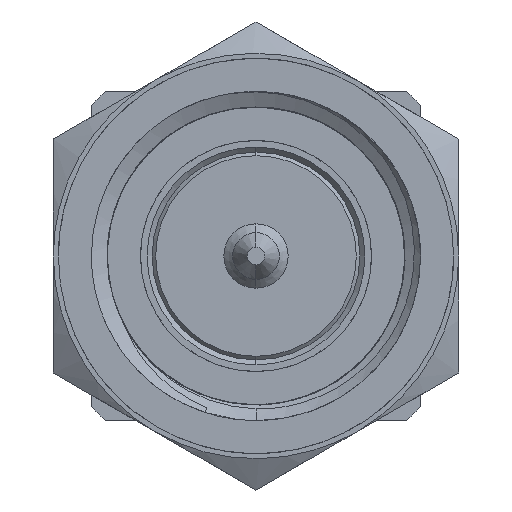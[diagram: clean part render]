
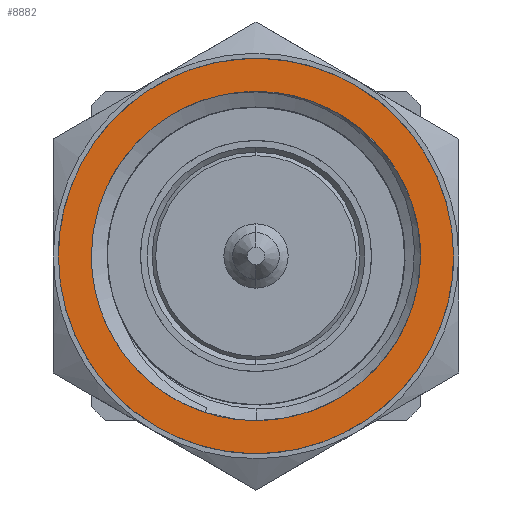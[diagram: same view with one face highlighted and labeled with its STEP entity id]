
A CAD part, left-side view. The second image highlights one B-rep face of the part: STEP entity #8882.
In plain terms, the highlighted planar face has unit normal (1, 0, 0).
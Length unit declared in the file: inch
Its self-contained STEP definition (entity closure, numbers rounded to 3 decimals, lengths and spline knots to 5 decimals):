
#7 = EDGE_LOOP ( 'NONE', ( #2736, #4080 ) ) ;
#38 = EDGE_CURVE ( 'NONE', #1514, #2292, #5970, .T. ) ;
#72 = CARTESIAN_POINT ( 'NONE',  ( -0.33071, 0.12278, -0.09436 ) ) ;
#212 = CARTESIAN_POINT ( 'NONE',  ( -0.33071, 0., -0.15354 ) ) ;
#267 = B_SPLINE_CURVE_WITH_KNOTS ( 'NONE', 3,
 ( #427, #3234, #8778, #6092, #5331, #4652, #7419, #1900, #8866, #7291, #1039, #667, #1995, #5462, #7700, #2129, #8911, #6231 ),
 .UNSPECIFIED., .F., .F.,
 ( 4, 2, 2, 2, 2, 2, 2, 2, 4 ),
 ( 0.25, 0.3125, 0.375, 0.4375, 0.5, 0.5625, 0.625, 0.6875, 0.75 ),
 .UNSPECIFIED. ) ;
#298 = EDGE_CURVE ( 'NONE', #8585, #7189, #2681, .T. ) ;
#427 = CARTESIAN_POINT ( 'NONE',  ( -0.33071, 0., -0.12795 ) ) ;
#438 = CARTESIAN_POINT ( 'NONE',  ( -0.33071, -0.10232, -0.07863 ) ) ;
#486 = CARTESIAN_POINT ( 'NONE',  ( -0.33071, -0.07863, -0.10232 ) ) ;
#563 = CARTESIAN_POINT ( 'NONE',  ( -0.33071, 0.07733, -0.13416 ) ) ;
#637 = CARTESIAN_POINT ( 'NONE',  ( -0.33071, -0.15354, -0.0201 ) ) ;
#667 = CARTESIAN_POINT ( 'NONE',  ( -0.33071, 0.1118, 0.06444 ) ) ;
#739 = CARTESIAN_POINT ( 'NONE',  ( -0.33071, -0.15354, 0.0201 ) ) ;
#1039 = CARTESIAN_POINT ( 'NONE',  ( -0.33071, 0.12462, 0.03349 ) ) ;
#1240 = CARTESIAN_POINT ( 'NONE',  ( -0.33071, -0.1118, -0.06444 ) ) ;
#1259 = CARTESIAN_POINT ( 'NONE',  ( -0.33071, 0.07733, 0.13416 ) ) ;
#1374 = CARTESIAN_POINT ( 'NONE',  ( -0.33071, 0., 0. ) ) ;
#1514 = VERTEX_POINT ( 'NONE', #4879 ) ;
#1874 = CARTESIAN_POINT ( 'NONE',  ( -0.33071, -0.06444, 0.1118 ) ) ;
#1900 = CARTESIAN_POINT ( 'NONE',  ( -0.33071, 0.12462, -0.03349 ) ) ;
#1995 = CARTESIAN_POINT ( 'NONE',  ( -0.33071, 0.10232, 0.07863 ) ) ;
#2067 = CARTESIAN_POINT ( 'NONE',  ( -0.33071, 0.0201, 0.15354 ) ) ;
#2089 = DIRECTION ( 'NONE',  ( 0., 0., 1. ) ) ;
#2100 = CARTESIAN_POINT ( 'NONE',  ( -0.33071, -0.0201, -0.15354 ) ) ;
#2129 = CARTESIAN_POINT ( 'NONE',  ( -0.33071, 0.03349, 0.12462 ) ) ;
#2169 = CARTESIAN_POINT ( 'NONE',  ( -0.33071, 0., -0.15354 ) ) ;
#2292 = VERTEX_POINT ( 'NONE', #2858 ) ;
#2539 = CARTESIAN_POINT ( 'NONE',  ( -0.33071, -0.10232, 0.07863 ) ) ;
#2681 = B_SPLINE_CURVE_WITH_KNOTS ( 'NONE', 3,
 ( #4851, #2100, #5571, #2686, #8257, #8933, #4895, #4170, #637, #739, #7672, #6884, #6297, #5531, #4806, #2894, #5668, #2842 ),
 .UNSPECIFIED., .F., .F.,
 ( 4, 2, 2, 2, 2, 2, 2, 2, 4 ),
 ( 0., 0.0625, 0.125, 0.1875, 0.25, 0.3125, 0.375, 0.4375, 0.5 ),
 .UNSPECIFIED. ) ;
#2686 = CARTESIAN_POINT ( 'NONE',  ( -0.33071, -0.07733, -0.13416 ) ) ;
#2736 = ORIENTED_EDGE ( 'NONE', *, *, #7484, .F. ) ;
#2806 = CARTESIAN_POINT ( 'NONE',  ( -0.33071, 0.12278, 0.09436 ) ) ;
#2842 = CARTESIAN_POINT ( 'NONE',  ( -0.33071, 0., 0.15354 ) ) ;
#2858 = CARTESIAN_POINT ( 'NONE',  ( -0.33071, 0., -0.12795 ) ) ;
#2894 = CARTESIAN_POINT ( 'NONE',  ( -0.33071, -0.04019, 0.14955 ) ) ;
#3234 = CARTESIAN_POINT ( 'NONE',  ( -0.33071, 0.01675, -0.12795 ) ) ;
#3338 = CARTESIAN_POINT ( 'NONE',  ( -0.33071, -0.12462, 0.03349 ) ) ;
#3503 = CARTESIAN_POINT ( 'NONE',  ( -0.33071, 0.09436, 0.12278 ) ) ;
#3941 = CARTESIAN_POINT ( 'NONE',  ( -0.33071, -0.06444, -0.1118 ) ) ;
#3979 = CARTESIAN_POINT ( 'NONE',  ( -0.33071, -0.01675, 0.12795 ) ) ;
#4040 = CARTESIAN_POINT ( 'NONE',  ( -0.33071, 0.13416, -0.07733 ) ) ;
#4080 = ORIENTED_EDGE ( 'NONE', *, *, #298, .F. ) ;
#4170 = CARTESIAN_POINT ( 'NONE',  ( -0.33071, -0.14955, -0.04019 ) ) ;
#4453 = CARTESIAN_POINT ( 'NONE',  ( -0.33071, 0.0201, -0.15354 ) ) ;
#4521 = B_SPLINE_CURVE_WITH_KNOTS ( 'NONE', 3,
 ( #6217, #2067, #7637, #1259, #3503, #2806, #5586, #8355, #8947, #4909, #7001, #4040, #72, #6800, #563, #8496, #4453, #2169 ),
 .UNSPECIFIED., .F., .F.,
 ( 4, 2, 2, 2, 2, 2, 2, 2, 4 ),
 ( 0.5, 0.5625, 0.625, 0.6875, 0.75, 0.8125, 0.875, 0.9375, 1. ),
 .UNSPECIFIED. ) ;
#4652 = CARTESIAN_POINT ( 'NONE',  ( -0.33071, 0.10232, -0.07863 ) ) ;
#4708 = CARTESIAN_POINT ( 'NONE',  ( -0.33071, -0.01675, -0.12795 ) ) ;
#4806 = CARTESIAN_POINT ( 'NONE',  ( -0.33071, -0.07733, 0.13416 ) ) ;
#4851 = CARTESIAN_POINT ( 'NONE',  ( -0.33071, 0., -0.15354 ) ) ;
#4879 = CARTESIAN_POINT ( 'NONE',  ( -0.33071, 0., 0.12795 ) ) ;
#4895 = CARTESIAN_POINT ( 'NONE',  ( -0.33071, -0.13416, -0.07733 ) ) ;
#4900 = EDGE_LOOP ( 'NONE', ( #5526, #7833 ) ) ;
#4909 = CARTESIAN_POINT ( 'NONE',  ( -0.33071, 0.15354, -0.0201 ) ) ;
#4935 = DIRECTION ( 'NONE',  ( -1., 0., 0. ) ) ;
#5331 = CARTESIAN_POINT ( 'NONE',  ( -0.33071, 0.07863, -0.10232 ) ) ;
#5345 = CARTESIAN_POINT ( 'NONE',  ( -0.33071, 0., -0.12795 ) ) ;
#5462 = CARTESIAN_POINT ( 'NONE',  ( -0.33071, 0.07863, 0.10232 ) ) ;
#5526 = ORIENTED_EDGE ( 'NONE', *, *, #38, .F. ) ;
#5531 = CARTESIAN_POINT ( 'NONE',  ( -0.33071, -0.09436, 0.12278 ) ) ;
#5571 = CARTESIAN_POINT ( 'NONE',  ( -0.33071, -0.04019, -0.14955 ) ) ;
#5586 = CARTESIAN_POINT ( 'NONE',  ( -0.33071, 0.13416, 0.07733 ) ) ;
#5607 = FACE_BOUND ( 'NONE', #4900, .T. ) ;
#5668 = CARTESIAN_POINT ( 'NONE',  ( -0.33071, -0.0201, 0.15354 ) ) ;
#5970 = B_SPLINE_CURVE_WITH_KNOTS ( 'NONE', 3,
 ( #8790, #3979, #6695, #1874, #6060, #2539, #8831, #3338, #8878, #6733, #7383, #1240, #438, #486, #3941, #6775, #4708, #5345 ),
 .UNSPECIFIED., .F., .F.,
 ( 4, 2, 2, 2, 2, 2, 2, 2, 4 ),
 ( 0.75, 0.8125, 0.875, 0.9375, 1., 1.0625, 1.125, 1.1875, 1.25 ),
 .UNSPECIFIED. ) ;
#6060 = CARTESIAN_POINT ( 'NONE',  ( -0.33071, -0.07863, 0.10232 ) ) ;
#6092 = CARTESIAN_POINT ( 'NONE',  ( -0.33071, 0.06444, -0.1118 ) ) ;
#6217 = CARTESIAN_POINT ( 'NONE',  ( -0.33071, 0., 0.15354 ) ) ;
#6231 = CARTESIAN_POINT ( 'NONE',  ( -0.33071, 0., 0.12795 ) ) ;
#6293 = AXIS2_PLACEMENT_3D ( 'NONE', #1374, #4935, #2089 ) ;
#6297 = CARTESIAN_POINT ( 'NONE',  ( -0.33071, -0.12278, 0.09436 ) ) ;
#6337 = EDGE_CURVE ( 'NONE', #2292, #1514, #267, .T. ) ;
#6695 = CARTESIAN_POINT ( 'NONE',  ( -0.33071, -0.03349, 0.12462 ) ) ;
#6733 = CARTESIAN_POINT ( 'NONE',  ( -0.33071, -0.12795, -0.01675 ) ) ;
#6775 = CARTESIAN_POINT ( 'NONE',  ( -0.33071, -0.03349, -0.12462 ) ) ;
#6800 = CARTESIAN_POINT ( 'NONE',  ( -0.33071, 0.09436, -0.12278 ) ) ;
#6884 = CARTESIAN_POINT ( 'NONE',  ( -0.33071, -0.13416, 0.07733 ) ) ;
#7001 = CARTESIAN_POINT ( 'NONE',  ( -0.33071, 0.14955, -0.04019 ) ) ;
#7189 = VERTEX_POINT ( 'NONE', #8322 ) ;
#7291 = CARTESIAN_POINT ( 'NONE',  ( -0.33071, 0.12795, 0.01675 ) ) ;
#7383 = CARTESIAN_POINT ( 'NONE',  ( -0.33071, -0.12462, -0.03349 ) ) ;
#7419 = CARTESIAN_POINT ( 'NONE',  ( -0.33071, 0.1118, -0.06444 ) ) ;
#7484 = EDGE_CURVE ( 'NONE', #7189, #8585, #4521, .T. ) ;
#7637 = CARTESIAN_POINT ( 'NONE',  ( -0.33071, 0.04019, 0.14955 ) ) ;
#7672 = CARTESIAN_POINT ( 'NONE',  ( -0.33071, -0.14955, 0.04019 ) ) ;
#7700 = CARTESIAN_POINT ( 'NONE',  ( -0.33071, 0.06444, 0.1118 ) ) ;
#7833 = ORIENTED_EDGE ( 'NONE', *, *, #6337, .F. ) ;
#8257 = CARTESIAN_POINT ( 'NONE',  ( -0.33071, -0.09436, -0.12278 ) ) ;
#8322 = CARTESIAN_POINT ( 'NONE',  ( -0.33071, 0., 0.15354 ) ) ;
#8326 = PLANE ( 'NONE',  #6293 ) ;
#8355 = CARTESIAN_POINT ( 'NONE',  ( -0.33071, 0.14955, 0.04019 ) ) ;
#8373 = FACE_OUTER_BOUND ( 'NONE', #7, .T. ) ;
#8496 = CARTESIAN_POINT ( 'NONE',  ( -0.33071, 0.04019, -0.14955 ) ) ;
#8585 = VERTEX_POINT ( 'NONE', #212 ) ;
#8778 = CARTESIAN_POINT ( 'NONE',  ( -0.33071, 0.03349, -0.12462 ) ) ;
#8790 = CARTESIAN_POINT ( 'NONE',  ( -0.33071, 0., 0.12795 ) ) ;
#8831 = CARTESIAN_POINT ( 'NONE',  ( -0.33071, -0.1118, 0.06444 ) ) ;
#8866 = CARTESIAN_POINT ( 'NONE',  ( -0.33071, 0.12795, -0.01675 ) ) ;
#8878 = CARTESIAN_POINT ( 'NONE',  ( -0.33071, -0.12795, 0.01675 ) ) ;
#8882 = ADVANCED_FACE ( 'NONE', ( #5607, #8373 ), #8326, .F. ) ;
#8911 = CARTESIAN_POINT ( 'NONE',  ( -0.33071, 0.01675, 0.12795 ) ) ;
#8933 = CARTESIAN_POINT ( 'NONE',  ( -0.33071, -0.12278, -0.09436 ) ) ;
#8947 = CARTESIAN_POINT ( 'NONE',  ( -0.33071, 0.15354, 0.0201 ) ) ;
